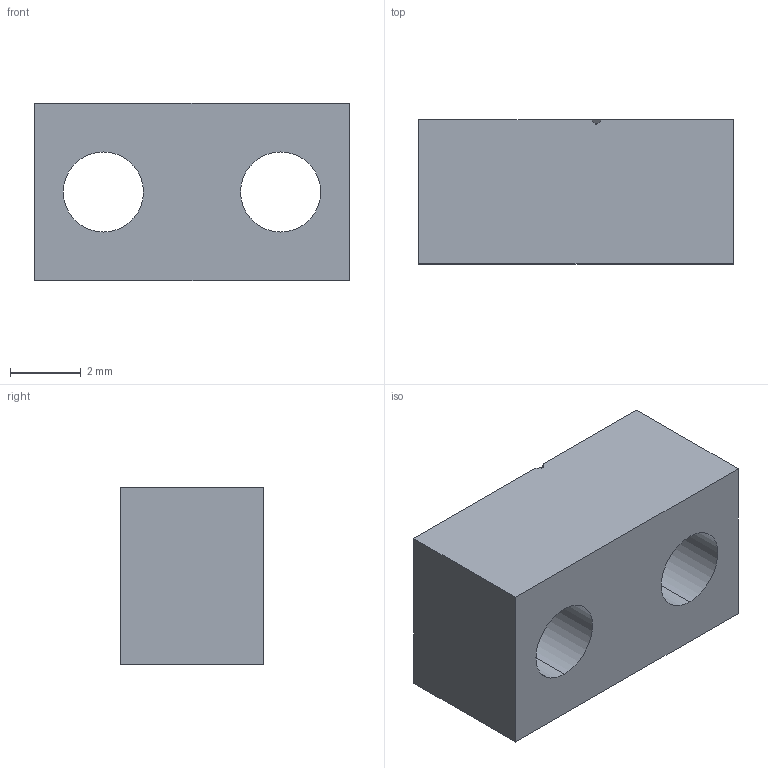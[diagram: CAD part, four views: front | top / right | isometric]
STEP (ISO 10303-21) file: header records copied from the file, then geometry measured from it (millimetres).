
FILE_DESCRIPTION (( 'STEP AP203' ), '1' );
FILE_NAME ('D030044-v1_AdvLIGO_SUS_HSTS_Lower Blade Wire Clamp Plate, Angled.STEP', '2010-06-08T16:00:41', ( 'Dwayne Giardina' ), ( 'CA Institute of Technology' ), 'SwSTEP 2.0', 'SolidWorks 2009', '' );
FILE_SCHEMA (( 'CONFIG_CONTROL_DESIGN' ));
Length unit declared in the file: inch
Products named in the file (1): D030044-v1_AdvLIGO_SUS_HSTS_Lower Blade Wire Clamp Plate, Angled
Bounding box: 8.89 x 4.06 x 5 mm (x, y, z)
Volume: 148.1 mm3; surface area: 244 mm2
Topology: 1 solids, 1 shells, 14 faces, 36 edges, 24 vertices
Faces by surface type: plane 9, cylinder 5
Entity records: 515 total; most frequent: CARTESIAN_POINT 81, DIRECTION 72, ORIENTED_EDGE 72, EDGE_CURVE 36, VECTOR 26, LINE 26, VERTEX_POINT 24, AXIS2_PLACEMENT_3D 23
